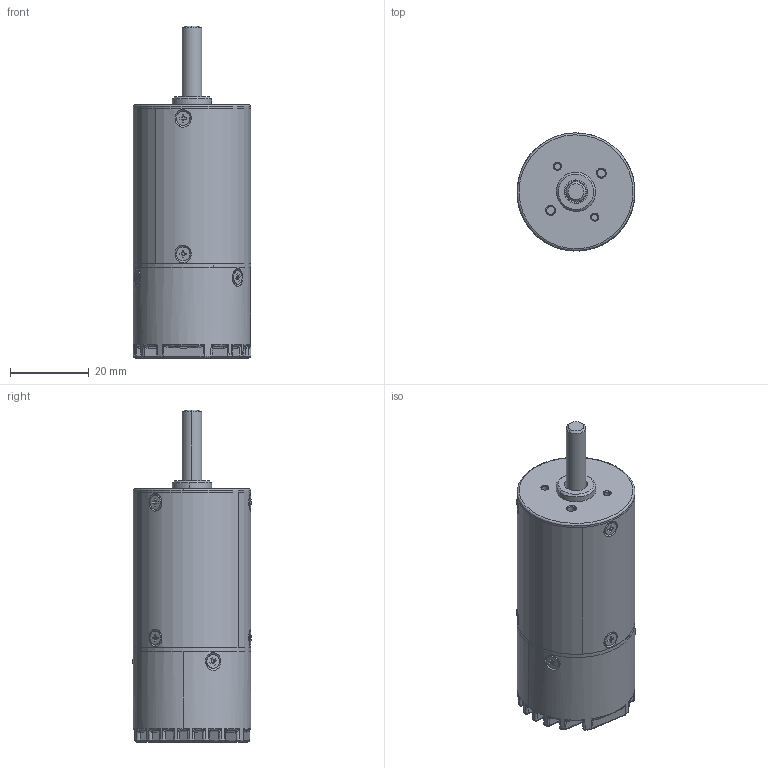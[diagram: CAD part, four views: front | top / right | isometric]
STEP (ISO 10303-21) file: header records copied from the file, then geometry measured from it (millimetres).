
FILE_DESCRIPTION (( 'STEP AP214' ), '1' );
FILE_NAME ('30BLY蚾饜极.STEP', '2022-08-11T07:04:45', ( '' ), ( '' ), 'SwSTEP 2.0', 'SolidWorks 2020', '' );
FILE_SCHEMA (( 'AUTOMOTIVE_DESIGN' ));
Length unit declared in the file: millimetre
Products named in the file (8): 30BLYS綴傷裔; 30BLY儂旯; 30BLYSヶ傷裔; 棠沺眄杶耳5; 30BLY蚾饜极; 30BLYÖá; cross recessed countersunk head screws gb1_GB_CROSS_SCREWS_TYPE4 M2X6-4.8  H type-S; 綴欶
Assembly tree (15 placements, depth 2):
  30BLY蚾饜极
    30BLYS綴傷裔
    30BLY儂旯
    30BLYSヶ傷裔
    30BLYÖá
    棠沺眄杶耳5
    cross recessed countersunk head screws gb1_GB_CROSS_SCREWS_TYPE4 M2X6-4.8  H type-S  x9
    綴欶
Bounding box: 30 x 30.09 x 84.5 mm (x, y, z)
Volume: 21944.3 mm3; surface area: 20612.1 mm2
Topology: 15 solids, 15 shells, 1561 faces, 3341 edges, 1794 vertices
Faces by surface type: cone 706, cylinder 493, plane 188, bspline 97, sphere 40, torus 37
Entity records: 18046 total; most frequent: CARTESIAN_POINT 6365, DIRECTION 2290, ORIENTED_EDGE 2286, EDGE_CURVE 1143, AXIS2_PLACEMENT_3D 971, VERTEX_POINT 642, EDGE_LOOP 589, ADVANCED_FACE 529
